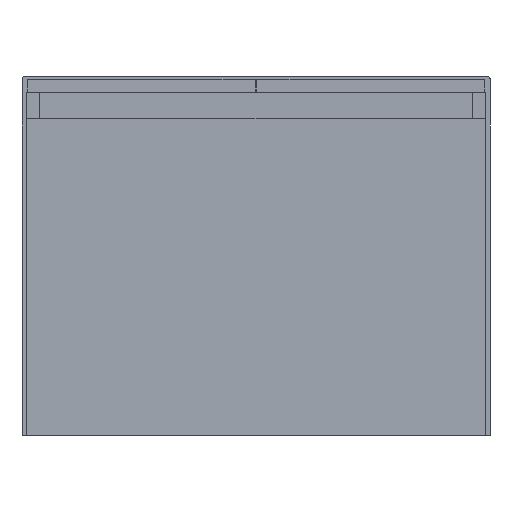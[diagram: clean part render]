
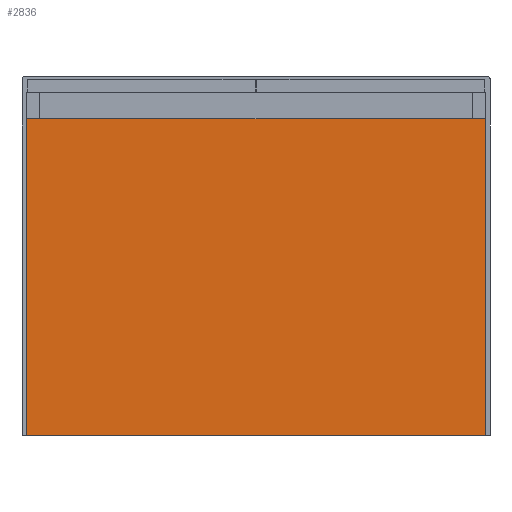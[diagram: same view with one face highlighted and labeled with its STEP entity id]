
A CAD part, front view. The second image highlights one B-rep face of the part: STEP entity #2836.
In plain terms, the highlighted planar face has unit normal (0, -1, 0).
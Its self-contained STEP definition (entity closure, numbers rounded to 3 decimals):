
#79 = VECTOR ( 'NONE', #1569, 1000. ) ;
#262 = VERTEX_POINT ( 'NONE', #1274 ) ;
#438 = VERTEX_POINT ( 'NONE', #1574 ) ;
#511 = DIRECTION ( 'NONE',  ( 0., 0., -1. ) ) ;
#517 = CARTESIAN_POINT ( 'NONE',  ( 294., -490.1, 0. ) ) ;
#522 = CARTESIAN_POINT ( 'NONE',  ( -294., -490.1, 1052.543 ) ) ;
#609 = EDGE_CURVE ( 'NONE', #1191, #438, #1508, .T. ) ;
#652 = CARTESIAN_POINT ( 'NONE',  ( 294., -490.1, 406.1 ) ) ;
#810 = DIRECTION ( 'NONE',  ( -1., 0., 0. ) ) ;
#926 = EDGE_CURVE ( 'NONE', #1191, #2115, #3279, .T. ) ;
#1135 = VECTOR ( 'NONE', #511, 1000. ) ;
#1157 = EDGE_LOOP ( 'NONE', ( #2704, #3421, #2293, #2579 ) ) ;
#1191 = VERTEX_POINT ( 'NONE', #652 ) ;
#1269 = AXIS2_PLACEMENT_3D ( 'NONE', #1737, #2502, #1963 ) ;
#1274 = CARTESIAN_POINT ( 'NONE',  ( -294., -490.1, 0. ) ) ;
#1508 = LINE ( 'NONE', #1929, #2806 ) ;
#1569 = DIRECTION ( 'NONE',  ( 0., 0., -1. ) ) ;
#1574 = CARTESIAN_POINT ( 'NONE',  ( -294., -490.1, 406.1 ) ) ;
#1707 = CARTESIAN_POINT ( 'NONE',  ( 294., -490.1, 0. ) ) ;
#1737 = CARTESIAN_POINT ( 'NONE',  ( 294., -490.1, 1052.543 ) ) ;
#1781 = VECTOR ( 'NONE', #2928, 1000. ) ;
#1929 = CARTESIAN_POINT ( 'NONE',  ( 294., -490.1, 406.1 ) ) ;
#1963 = DIRECTION ( 'NONE',  ( 1., 0., 0. ) ) ;
#2115 = VERTEX_POINT ( 'NONE', #1707 ) ;
#2175 = LINE ( 'NONE', #522, #1135 ) ;
#2293 = ORIENTED_EDGE ( 'NONE', *, *, #3087, .T. ) ;
#2502 = DIRECTION ( 'NONE',  ( 0., -1., 0. ) ) ;
#2521 = PLANE ( 'NONE',  #1269 ) ;
#2579 = ORIENTED_EDGE ( 'NONE', *, *, #2716, .F. ) ;
#2704 = ORIENTED_EDGE ( 'NONE', *, *, #926, .F. ) ;
#2716 = EDGE_CURVE ( 'NONE', #2115, #262, #2980, .T. ) ;
#2806 = VECTOR ( 'NONE', #810, 1000. ) ;
#2836 = ADVANCED_FACE ( 'NONE', ( #3232 ), #2521, .T. ) ;
#2928 = DIRECTION ( 'NONE',  ( -1., 0., 0. ) ) ;
#2980 = LINE ( 'NONE', #517, #1781 ) ;
#3087 = EDGE_CURVE ( 'NONE', #438, #262, #2175, .T. ) ;
#3232 = FACE_OUTER_BOUND ( 'NONE', #1157, .T. ) ;
#3233 = CARTESIAN_POINT ( 'NONE',  ( 294., -490.1, 1052.543 ) ) ;
#3279 = LINE ( 'NONE', #3233, #79 ) ;
#3421 = ORIENTED_EDGE ( 'NONE', *, *, #609, .T. ) ;
